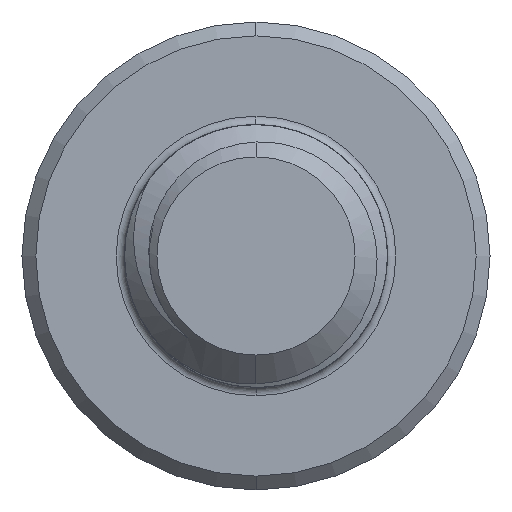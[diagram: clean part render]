
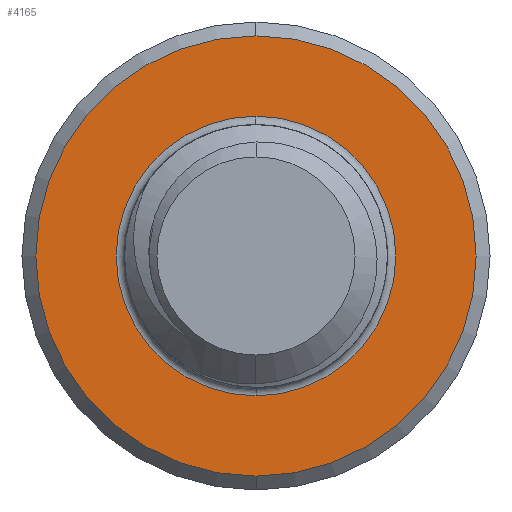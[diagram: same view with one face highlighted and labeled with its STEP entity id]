
A CAD part, front view. The second image highlights one B-rep face of the part: STEP entity #4165.
In plain terms, the highlighted planar face has unit normal (0, -1, 0).
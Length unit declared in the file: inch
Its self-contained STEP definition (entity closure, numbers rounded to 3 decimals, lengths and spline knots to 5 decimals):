
#231 = CARTESIAN_POINT ( 'NONE',  ( 0., 0., 0. ) ) ;
#1563 = ORIENTED_EDGE ( 'NONE', *, *, #7187, .T. ) ;
#1591 = CARTESIAN_POINT ( 'NONE',  ( 0., 0., -0.15666 ) ) ;
#1757 = ORIENTED_EDGE ( 'NONE', *, *, #1894, .T. ) ;
#1773 = VERTEX_POINT ( 'NONE', #6993 ) ;
#1875 = EDGE_LOOP ( 'NONE', ( #5640, #7204 ) ) ;
#1894 = EDGE_CURVE ( 'NONE', #1773, #4220, #2308, .T. ) ;
#1912 = CIRCLE ( 'NONE', #6144, 0.0995 ) ;
#2053 = CIRCLE ( 'NONE', #6543, 0.15666 ) ;
#2308 = CIRCLE ( 'NONE', #6388, 0.15666 ) ;
#2414 = DIRECTION ( 'NONE',  ( 0., 0., 1. ) ) ;
#2866 = DIRECTION ( 'NONE',  ( 0., -1., 0. ) ) ;
#3317 = DIRECTION ( 'NONE',  ( 0., 1., 0. ) ) ;
#3362 = VERTEX_POINT ( 'NONE', #7930 ) ;
#3806 = EDGE_LOOP ( 'NONE', ( #1757, #1563 ) ) ;
#4030 = AXIS2_PLACEMENT_3D ( 'NONE', #4055, #7809, #6493 ) ;
#4055 = CARTESIAN_POINT ( 'NONE',  ( 0., 0., 0. ) ) ;
#4094 = VERTEX_POINT ( 'NONE', #7177 ) ;
#4165 = ADVANCED_FACE ( 'NONE', ( #6520, #5907 ), #7218, .F. ) ;
#4220 = VERTEX_POINT ( 'NONE', #1591 ) ;
#4226 = CARTESIAN_POINT ( 'NONE',  ( 0., 0., 0. ) ) ;
#4416 = AXIS2_PLACEMENT_3D ( 'NONE', #231, #5287, #4664 ) ;
#4664 = DIRECTION ( 'NONE',  ( 0., 0., 1. ) ) ;
#5287 = DIRECTION ( 'NONE',  ( 0., 1., 0. ) ) ;
#5310 = DIRECTION ( 'NONE',  ( 0., 0., 1. ) ) ;
#5394 = DIRECTION ( 'NONE',  ( 0., 0., 1. ) ) ;
#5640 = ORIENTED_EDGE ( 'NONE', *, *, #7695, .T. ) ;
#5907 = FACE_BOUND ( 'NONE', #1875, .T. ) ;
#6144 = AXIS2_PLACEMENT_3D ( 'NONE', #6503, #3317, #5310 ) ;
#6175 = DIRECTION ( 'NONE',  ( 0., -1., 0. ) ) ;
#6215 = CARTESIAN_POINT ( 'NONE',  ( 0., 0., 0. ) ) ;
#6388 = AXIS2_PLACEMENT_3D ( 'NONE', #4226, #2866, #5394 ) ;
#6493 = DIRECTION ( 'NONE',  ( 0., 0., 1. ) ) ;
#6503 = CARTESIAN_POINT ( 'NONE',  ( 0., 0., 0. ) ) ;
#6520 = FACE_OUTER_BOUND ( 'NONE', #3806, .T. ) ;
#6543 = AXIS2_PLACEMENT_3D ( 'NONE', #6215, #6175, #2414 ) ;
#6750 = EDGE_CURVE ( 'NONE', #3362, #4094, #1912, .T. ) ;
#6936 = CIRCLE ( 'NONE', #4030, 0.0995 ) ;
#6993 = CARTESIAN_POINT ( 'NONE',  ( 0., 0., 0.15666 ) ) ;
#7177 = CARTESIAN_POINT ( 'NONE',  ( 0., 0., 0.0995 ) ) ;
#7187 = EDGE_CURVE ( 'NONE', #4220, #1773, #2053, .T. ) ;
#7204 = ORIENTED_EDGE ( 'NONE', *, *, #6750, .T. ) ;
#7218 = PLANE ( 'NONE',  #4416 ) ;
#7695 = EDGE_CURVE ( 'NONE', #4094, #3362, #6936, .T. ) ;
#7809 = DIRECTION ( 'NONE',  ( 0., 1., 0. ) ) ;
#7930 = CARTESIAN_POINT ( 'NONE',  ( 0., 0., -0.0995 ) ) ;
